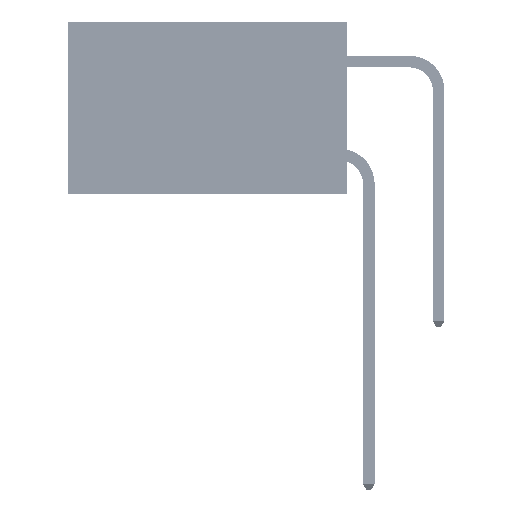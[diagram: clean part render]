
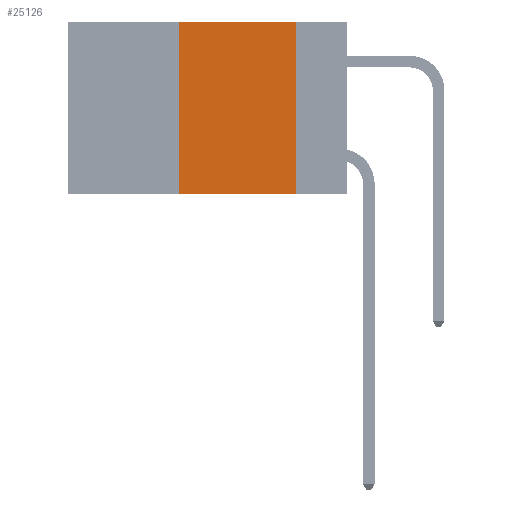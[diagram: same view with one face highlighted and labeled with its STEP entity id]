
A CAD part, left-side view. The second image highlights one B-rep face of the part: STEP entity #25126.
In plain terms, the highlighted planar face has unit normal (-1, 0, 0).
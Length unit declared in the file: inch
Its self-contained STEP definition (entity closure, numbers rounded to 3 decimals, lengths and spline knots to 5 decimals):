
#345 = DIRECTION ( 'NONE',  ( 0., 0., -1. ) ) ;
#2341 = CARTESIAN_POINT ( 'NONE',  ( 0., 0.6, 0. ) ) ;
#5275 = VERTEX_POINT ( 'NONE', #18587 ) ;
#7772 = CARTESIAN_POINT ( 'NONE',  ( 0., 0.11, 0. ) ) ;
#9490 = ORIENTED_EDGE ( 'NONE', *, *, #35828, .T. ) ;
#10526 = FACE_OUTER_BOUND ( 'NONE', #45630, .T. ) ;
#12646 = CARTESIAN_POINT ( 'NONE',  ( 0., 0.36, 0. ) ) ;
#13738 = LINE ( 'NONE', #34620, #15749 ) ;
#14528 = AXIS2_PLACEMENT_3D ( 'NONE', #2341, #45183, #49693 ) ;
#15075 = ORIENTED_EDGE ( 'NONE', *, *, #36797, .F. ) ;
#15332 = LINE ( 'NONE', #15736, #34093 ) ;
#15736 = CARTESIAN_POINT ( 'NONE',  ( 0., 0.6, -0.37 ) ) ;
#15749 = VECTOR ( 'NONE', #345, 39.37008 ) ;
#16834 = EDGE_CURVE ( 'NONE', #37550, #25311, #23653, .T. ) ;
#18587 = CARTESIAN_POINT ( 'NONE',  ( 0., 0.36, -0.37 ) ) ;
#18990 = ORIENTED_EDGE ( 'NONE', *, *, #48684, .F. ) ;
#20758 = CARTESIAN_POINT ( 'NONE',  ( 0., 0.36, 0. ) ) ;
#23653 = LINE ( 'NONE', #33609, #32353 ) ;
#25126 = ADVANCED_FACE ( 'NONE', ( #10526 ), #31916, .F. ) ;
#25311 = VERTEX_POINT ( 'NONE', #7772 ) ;
#25563 = DIRECTION ( 'NONE',  ( 0., 0., 1. ) ) ;
#31916 = PLANE ( 'NONE',  #14528 ) ;
#32353 = VECTOR ( 'NONE', #42047, 39.37008 ) ;
#32946 = DIRECTION ( 'NONE',  ( 0., -1., 0. ) ) ;
#33609 = CARTESIAN_POINT ( 'NONE',  ( 0., 0.6, 0. ) ) ;
#34093 = VECTOR ( 'NONE', #32946, 39.37008 ) ;
#34620 = CARTESIAN_POINT ( 'NONE',  ( 0., 0.11, 0. ) ) ;
#35355 = LINE ( 'NONE', #12646, #45995 ) ;
#35828 = EDGE_CURVE ( 'NONE', #5275, #38882, #15332, .T. ) ;
#36797 = EDGE_CURVE ( 'NONE', #5275, #37550, #35355, .T. ) ;
#37550 = VERTEX_POINT ( 'NONE', #20758 ) ;
#38507 = ORIENTED_EDGE ( 'NONE', *, *, #16834, .F. ) ;
#38882 = VERTEX_POINT ( 'NONE', #50788 ) ;
#42047 = DIRECTION ( 'NONE',  ( 0., -1., 0. ) ) ;
#45183 = DIRECTION ( 'NONE',  ( 1., 0., 0. ) ) ;
#45630 = EDGE_LOOP ( 'NONE', ( #18990, #38507, #15075, #9490 ) ) ;
#45995 = VECTOR ( 'NONE', #25563, 39.37008 ) ;
#48684 = EDGE_CURVE ( 'NONE', #25311, #38882, #13738, .T. ) ;
#49693 = DIRECTION ( 'NONE',  ( 0., 0., -1. ) ) ;
#50788 = CARTESIAN_POINT ( 'NONE',  ( 0., 0.11, -0.37 ) ) ;
